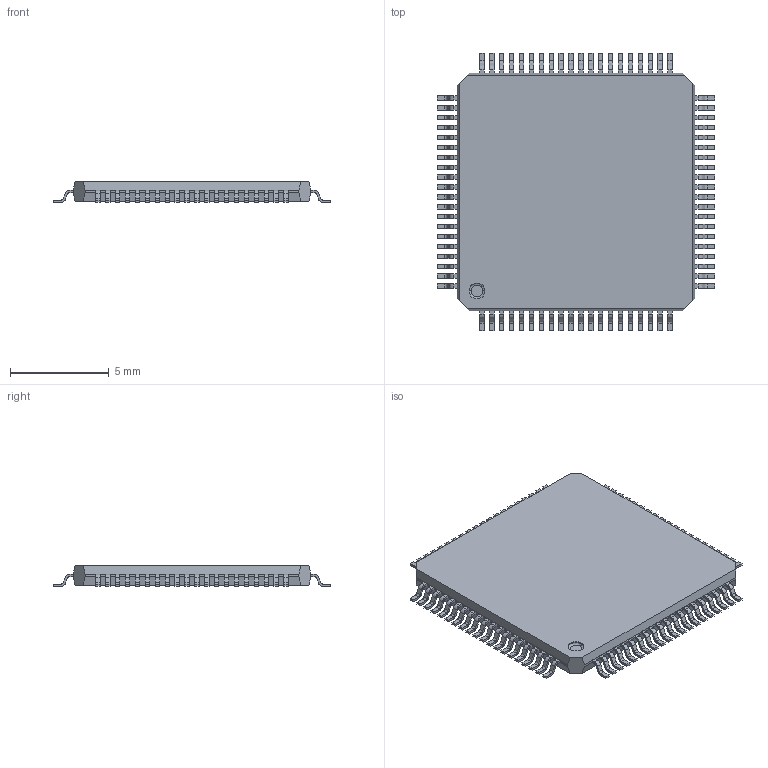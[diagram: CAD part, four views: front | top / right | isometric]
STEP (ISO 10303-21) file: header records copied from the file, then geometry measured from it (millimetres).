
FILE_DESCRIPTION (( 'STEP AP214' ), '1' );
FILE_NAME ('User Library-TQFP-80.STEP', '2016-05-03T14:22:54', ( 'Windows User' ), ( '' ), 'SwSTEP 2.0', 'SolidWorks 2016', '' );
FILE_SCHEMA (( 'AUTOMOTIVE_DESIGN' ));
Length unit declared in the file: millimetre
Products named in the file (3): User Library-TQFP-80; User Library-TQFP-80_pins_TQFP_pin_TQFP_022_1; User Library-TQFP-80_body_10x1_TQFP_12x12_1
Assembly tree (81 placements, depth 2):
  User Library-TQFP-80
    User Library-TQFP-80_pins_TQFP_pin_TQFP_022_1  x80
    User Library-TQFP-80_body_10x1_TQFP_12x12_1
Bounding box: 14 x 14 x 1.06 mm (x, y, z)
Volume: 144.1 mm3; surface area: 399.5 mm2
Topology: 81 solids, 81 shells, 1143 faces, 2938 edges, 1958 vertices
Faces by surface type: plane 819, cylinder 322, bspline 2
Entity records: 2315 total; most frequent: CARTESIAN_POINT 349, DIRECTION 344, ORIENTED_EDGE 188, AXIS2_PLACEMENT_3D 133, EDGE_CURVE 94, PRODUCT_DEFINITION_SHAPE 84, CONTEXT_DEPENDENT_SHAPE_REPRESENTATION 81, ITEM_DEFINED_TRANSFORMATION 81
